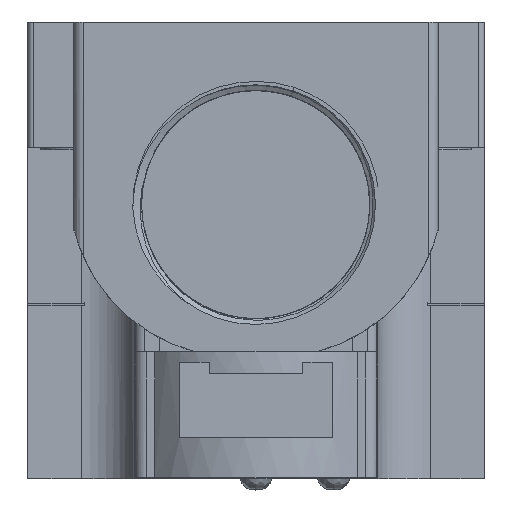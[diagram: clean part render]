
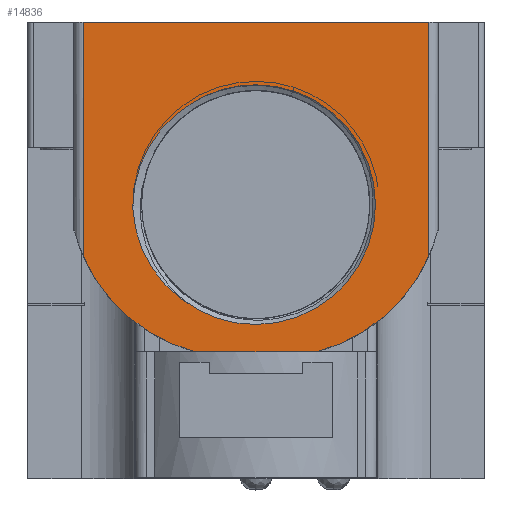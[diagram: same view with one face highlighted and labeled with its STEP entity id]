
A CAD part, front view. The second image highlights one B-rep face of the part: STEP entity #14836.
In plain terms, the highlighted planar face has unit normal (0, -1, 0).
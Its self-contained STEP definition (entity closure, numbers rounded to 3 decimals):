
#4638=DIRECTION('',(-1.,0.,0.));
#4639=VECTOR('',#4638,30.2);
#4640=CARTESIAN_POINT('',(15.1,-120.,0.));
#4641=LINE('',#4640,#4639);
#5705=CARTESIAN_POINT('',(-1.55,-120.,-14.547));
#5706=DIRECTION('',(0.,1.,0.));
#5707=DIRECTION('',(-0.252,0.,-0.968));
#5708=AXIS2_PLACEMENT_3D('',#5705,#5706,#5707);
#5710=CARTESIAN_POINT('',(1.55,-120.,-14.547));
#5711=DIRECTION('',(0.,1.,0.));
#5712=DIRECTION('',(0.914,0.,-0.407));
#5713=AXIS2_PLACEMENT_3D('',#5710,#5711,#5712);
#5715=DIRECTION('',(-1.,0.,0.));
#5716=VECTOR('',#5715,10.58);
#5717=CARTESIAN_POINT('',(5.29,-120.,-28.9));
#5718=LINE('',#5717,#5716);
#5719=CARTESIAN_POINT('',(-0.03,-120.,-16.));
#5720=DIRECTION('',(0.,-1.,0.));
#5721=DIRECTION('',(-0.477,0.,-0.879));
#5722=AXIS2_PLACEMENT_3D('',#5719,#5720,#5721);
#5724=CARTESIAN_POINT('',(-0.03,-120.,-16.));
#5725=DIRECTION('',(0.,-1.,0.));
#5726=DIRECTION('',(0.,0.,-1.));
#5727=AXIS2_PLACEMENT_3D('',#5724,#5725,#5726);
#5729=CARTESIAN_POINT('',(-0.03,-120.,-16.));
#5730=DIRECTION('',(0.,-1.,0.));
#5731=DIRECTION('',(0.,0.,1.));
#5732=AXIS2_PLACEMENT_3D('',#5729,#5730,#5731);
#5734=CARTESIAN_POINT('',(-5.601,-120.,
-7.1));
#5735=CARTESIAN_POINT('',(-6.122,-120.,
-7.408));
#5736=CARTESIAN_POINT('',(-7.094,-120.,
-8.104));
#5737=CARTESIAN_POINT('',(-8.394,-120.,
-9.422));
#5738=CARTESIAN_POINT('',(-9.454,-120.,
-10.963));
#5739=CARTESIAN_POINT('',(-10.214,-120.,
-12.62));
#5740=CARTESIAN_POINT('',(-10.695,-119.999,
-14.436));
#5741=CARTESIAN_POINT('',(-10.796,-120.002,
-15.67));
#5742=CARTESIAN_POINT('',(-10.795,-120.002,
-16.297));
#5744=CARTESIAN_POINT('',(-10.795,-120.002,
-16.297));
#5745=CARTESIAN_POINT('',(-10.763,-120.002,
-16.922));
#5746=CARTESIAN_POINT('',(-10.594,-119.999,
-18.141));
#5747=CARTESIAN_POINT('',(-10.023,-120.,
-19.916));
#5748=CARTESIAN_POINT('',(-9.154,-120.,
-21.561));
#5749=CARTESIAN_POINT('',(-8.015,-120.,
-23.031));
#5750=CARTESIAN_POINT('',(-6.635,-120.,
-24.284));
#5751=CARTESIAN_POINT('',(-5.593,-120.,
-24.942));
#5752=CARTESIAN_POINT('',(-5.041,-120.,
-25.227));
#5758=DIRECTION('',(0.,0.,-1.));
#5759=VECTOR('',#5758,20.581);
#5760=CARTESIAN_POINT('',(-15.1,-120.,0.));
#5761=LINE('',#5760,#5759);
#5762=CARTESIAN_POINT('',(-15.1,-120.,-20.581));
#5811=DIRECTION('',(0.,0.,1.));
#5812=VECTOR('',#5811,20.581);
#5813=CARTESIAN_POINT('',(15.1,-120.,-20.581));
#5814=LINE('',#5813,#5812);
#12331=CARTESIAN_POINT('',(-5.29,-120.,-28.9));
#12332=VERTEX_POINT('',#12331);
#12333=CARTESIAN_POINT('',(5.29,-120.,-28.9));
#12334=VERTEX_POINT('',#12333);
#12359=VERTEX_POINT('',#5762);
#12439=CARTESIAN_POINT('',(15.1,-120.,-20.581));
#12440=VERTEX_POINT('',#12439);
#12458=CARTESIAN_POINT('',(-15.1,-120.,0.));
#12459=VERTEX_POINT('',#12458);
#12460=CARTESIAN_POINT('',(15.1,-120.,0.));
#12461=VERTEX_POINT('',#12460);
#12462=CARTESIAN_POINT('',(-5.043,-120.,-25.226));
#12463=CARTESIAN_POINT('',(-0.03,-120.,-26.5));
#12464=VERTEX_POINT('',#12462);
#12465=VERTEX_POINT('',#12463);
#12466=CARTESIAN_POINT('',(-0.03,-120.,-5.5));
#12467=VERTEX_POINT('',#12466);
#12468=CARTESIAN_POINT('',(-5.596,-120.,-7.097));
#12469=VERTEX_POINT('',#12468);
#12470=VERTEX_POINT('',#5742);
#14808=CARTESIAN_POINT('',(-20.,-120.,0.));
#14809=DIRECTION('',(0.,-1.,0.));
#14810=DIRECTION('',(0.,0.,-1.));
#14811=AXIS2_PLACEMENT_3D('',#14808,#14809,#14810);
#14812=PLANE('',#14811);
#14813=ORIENTED_EDGE('',*,*,#14628,.T.);
#14815=ORIENTED_EDGE('',*,*,#14814,.F.);
#14816=ORIENTED_EDGE('',*,*,#13568,.F.);
#14818=ORIENTED_EDGE('',*,*,#14817,.F.);
#14820=ORIENTED_EDGE('',*,*,#14819,.T.);
#14821=ORIENTED_EDGE('',*,*,#14801,.T.);
#14822=EDGE_LOOP('',(#14813,#14815,#14816,#14818,#14820,#14821));
#14823=FACE_OUTER_BOUND('',#14822,.F.);
#14825=ORIENTED_EDGE('',*,*,#14824,.T.);
#14827=ORIENTED_EDGE('',*,*,#14826,.T.);
#14829=ORIENTED_EDGE('',*,*,#14828,.T.);
#14831=ORIENTED_EDGE('',*,*,#14830,.T.);
#14833=ORIENTED_EDGE('',*,*,#14832,.T.);
#14834=EDGE_LOOP('',(#14825,#14827,#14829,#14831,#14833));
#14835=FACE_BOUND('',#14834,.F.);
#5709=CIRCLE('',#5708,14.832);
#5714=CIRCLE('',#5713,14.832);
#5723=CIRCLE('',#5722,10.5);
#5728=CIRCLE('',#5727,10.5);
#5733=CIRCLE('',#5732,10.5);
#5743=B_SPLINE_CURVE_WITH_KNOTS('',3,(#5734,#5735,#5736,#5737,#5738,#5739,#5740,
#5741,#5742),.UNSPECIFIED.,.F.,.F.,(4,1,1,1,1,1,4),(0.,0.167,
0.333,0.5,0.667,0.833,1.),
.UNSPECIFIED.);
#5753=B_SPLINE_CURVE_WITH_KNOTS('',3,(#5744,#5745,#5746,#5747,#5748,#5749,#5750,
#5751,#5752),.UNSPECIFIED.,.F.,.F.,(4,1,1,1,1,1,4),(0.,0.167,
0.333,0.5,0.667,0.833,1.),
.UNSPECIFIED.);
#13568=EDGE_CURVE('',#12461,#12459,#4641,.T.);
#14628=EDGE_CURVE('',#12332,#12359,#5709,.T.);
#14801=EDGE_CURVE('',#12334,#12332,#5718,.T.);
#14814=EDGE_CURVE('',#12459,#12359,#5761,.T.);
#14817=EDGE_CURVE('',#12440,#12461,#5814,.T.);
#14819=EDGE_CURVE('',#12440,#12334,#5714,.T.);
#14824=EDGE_CURVE('',#12464,#12465,#5723,.T.);
#14826=EDGE_CURVE('',#12465,#12467,#5728,.T.);
#14828=EDGE_CURVE('',#12467,#12469,#5733,.T.);
#14830=EDGE_CURVE('',#12469,#12470,#5743,.T.);
#14832=EDGE_CURVE('',#12470,#12464,#5753,.T.);
#14836=ADVANCED_FACE('',(#14823,#14835),#14812,.T.);
